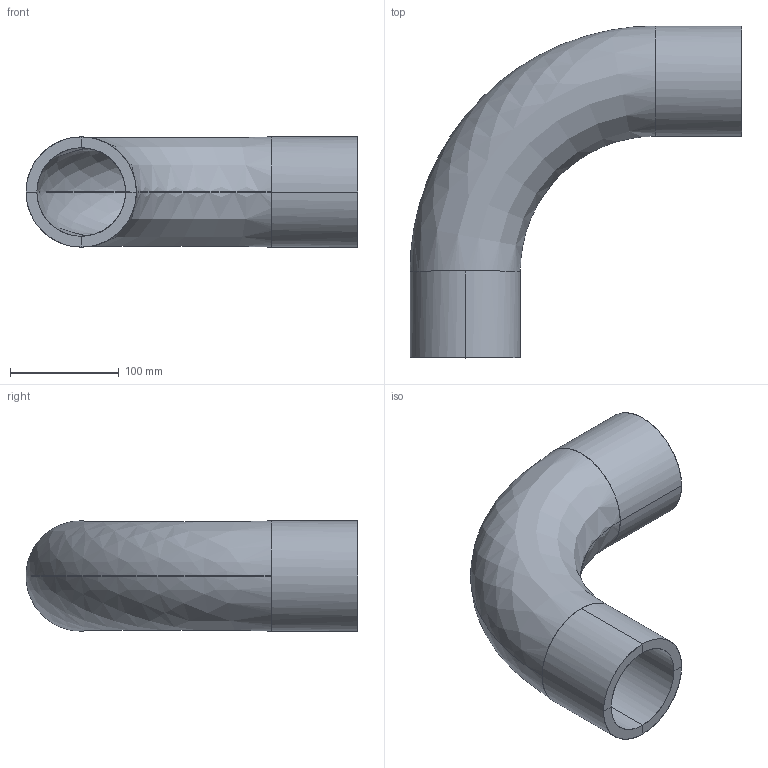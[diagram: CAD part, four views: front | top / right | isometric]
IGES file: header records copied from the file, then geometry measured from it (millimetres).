
Start section: ************************************************************************ VDAIS VERSION/LEIST: 1.0/AF1B0 --------------ANGABEN UEBER DEN ABSENDER-------------------------------- SENDING COMPANY        : FA. KALLINGER GMBH SENDER'S NAME          : KALLINGER ~ TELEPHONE NO.        : 07161 / 93334 - 0 ~ ADDRESS              : BLEICHEREISTR. 55;  73066 UHINGEN CAD-SYSTEM             : EUKLID     2003 D
Global section: file name: rohrbogen_3mm_wandung.igs; native system: EUKLID Version 2003; preprocessor: VDAIS Preprocessor Version 4.3-0; author: kbinder; organization: CAD/CAM; date: 20120307.125607; units: millimetre
Bounding box: 305.8 x 305.8 x 101.6 mm (x, y, z)
Surface area: 257227 mm2 (no closed solid volume)
Topology: 0 solids, 0 shells, 28 faces, 1134 edges, 1134 vertices
Faces by surface type: bspline 28
